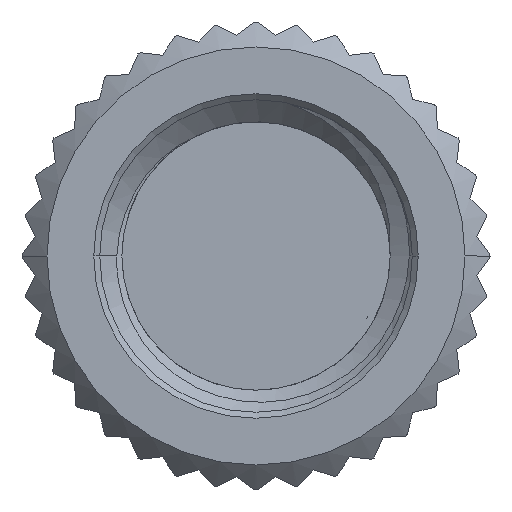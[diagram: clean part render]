
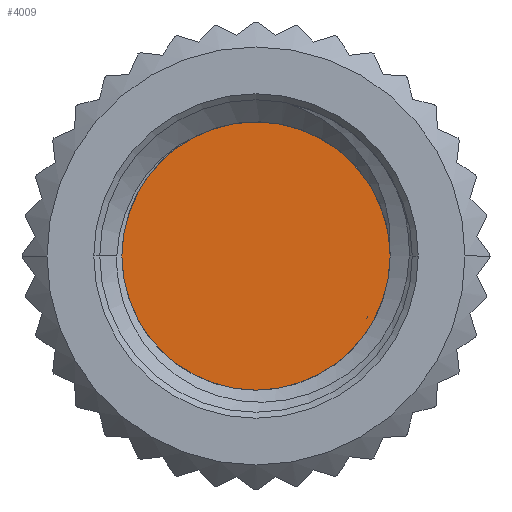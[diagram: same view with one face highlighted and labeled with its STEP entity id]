
A CAD part, front view. The second image highlights one B-rep face of the part: STEP entity #4009.
In plain terms, the highlighted planar face has unit normal (0, -1, 0).
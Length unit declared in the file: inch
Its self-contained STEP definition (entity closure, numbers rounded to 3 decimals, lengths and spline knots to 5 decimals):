
#79 = ORIENTED_EDGE ( 'NONE', *, *, #765, .T. ) ;
#209 = PLANE ( 'NONE',  #4156 ) ;
#488 = CARTESIAN_POINT ( 'NONE',  ( 0.08911, 0.36, -0.04932 ) ) ;
#531 = CARTESIAN_POINT ( 'NONE',  ( 0.08931, 0.36, -0.04886 ) ) ;
#546 = EDGE_LOOP ( 'NONE', ( #4515, #1619, #2864 ) ) ;
#554 = EDGE_LOOP ( 'NONE', ( #79, #5491 ) ) ;
#603 = B_SPLINE_CURVE_WITH_KNOTS ( 'NONE', 3,
 ( #531, #488, #2050, #4682 ),
 .UNSPECIFIED., .F., .F.,
 ( 4, 4 ),
 ( 0., 0.00004 ),
 .UNSPECIFIED. ) ;
#711 = CARTESIAN_POINT ( 'NONE',  ( 0.08931, 0.36, -0.04886 ) ) ;
#765 = EDGE_CURVE ( 'NONE', #5782, #6580, #3064, .T. ) ;
#898 = CARTESIAN_POINT ( 'NONE',  ( 0.0887, 0.36, -0.05022 ) ) ;
#920 = DIRECTION ( 'NONE',  ( -0.87, 0., 0.493 ) ) ;
#1125 = EDGE_CURVE ( 'NONE', #6168, #1737, #5093, .T. ) ;
#1325 = VERTEX_POINT ( 'NONE', #711 ) ;
#1378 = CARTESIAN_POINT ( 'NONE',  ( 0.1075, 0.36, 0. ) ) ;
#1619 = ORIENTED_EDGE ( 'NONE', *, *, #1125, .T. ) ;
#1647 = AXIS2_PLACEMENT_3D ( 'NONE', #3197, #6339, #5826 ) ;
#1665 = EDGE_CURVE ( 'NONE', #6580, #5782, #3557, .T. ) ;
#1737 = VERTEX_POINT ( 'NONE', #3291 ) ;
#1740 = CARTESIAN_POINT ( 'NONE',  ( 0., 0.36, 0. ) ) ;
#1744 = EDGE_CURVE ( 'NONE', #1737, #1325, #3158, .T. ) ;
#1925 = AXIS2_PLACEMENT_3D ( 'NONE', #2231, #2245, #5399 ) ;
#2050 = CARTESIAN_POINT ( 'NONE',  ( 0.0889, 0.36, -0.04977 ) ) ;
#2231 = CARTESIAN_POINT ( 'NONE',  ( 0., 0.36, 0. ) ) ;
#2245 = DIRECTION ( 'NONE',  ( 0., -1., 0. ) ) ;
#2351 = FACE_OUTER_BOUND ( 'NONE', #554, .T. ) ;
#2739 = DIRECTION ( 'NONE',  ( 1., 0., 0. ) ) ;
#2864 = ORIENTED_EDGE ( 'NONE', *, *, #1744, .T. ) ;
#3064 = CIRCLE ( 'NONE', #1647, 0.1075 ) ;
#3158 = CIRCLE ( 'NONE', #4227, 0.1018 ) ;
#3197 = CARTESIAN_POINT ( 'NONE',  ( 0., 0.36, 0. ) ) ;
#3291 = CARTESIAN_POINT ( 'NONE',  ( 0.08858, 0.36, -0.05016 ) ) ;
#3557 = CIRCLE ( 'NONE', #1925, 0.1075 ) ;
#3693 = EDGE_CURVE ( 'NONE', #1325, #6168, #603, .T. ) ;
#3824 = DIRECTION ( 'NONE',  ( 0., -1., 0. ) ) ;
#3862 = CARTESIAN_POINT ( 'NONE',  ( 0.1075, 0.36, 0. ) ) ;
#4009 = ADVANCED_FACE ( 'NONE', ( #2351, #5935 ), #209, .T. ) ;
#4040 = CARTESIAN_POINT ( 'NONE',  ( 0.0814, 0.36, -0.04609 ) ) ;
#4156 = AXIS2_PLACEMENT_3D ( 'NONE', #3862, #5940, #6440 ) ;
#4227 = AXIS2_PLACEMENT_3D ( 'NONE', #1740, #3824, #2739 ) ;
#4304 = CARTESIAN_POINT ( 'NONE',  ( -0.1075, 0.36, 0. ) ) ;
#4515 = ORIENTED_EDGE ( 'NONE', *, *, #3693, .T. ) ;
#4682 = CARTESIAN_POINT ( 'NONE',  ( 0.0887, 0.36, -0.05022 ) ) ;
#5093 = LINE ( 'NONE', #4040, #6160 ) ;
#5399 = DIRECTION ( 'NONE',  ( 1., 0., 0. ) ) ;
#5491 = ORIENTED_EDGE ( 'NONE', *, *, #1665, .T. ) ;
#5782 = VERTEX_POINT ( 'NONE', #1378 ) ;
#5826 = DIRECTION ( 'NONE',  ( 1., 0., 0. ) ) ;
#5935 = FACE_BOUND ( 'NONE', #546, .T. ) ;
#5940 = DIRECTION ( 'NONE',  ( 0., -1., 0. ) ) ;
#6160 = VECTOR ( 'NONE', #920, 39.37008 ) ;
#6168 = VERTEX_POINT ( 'NONE', #898 ) ;
#6339 = DIRECTION ( 'NONE',  ( 0., -1., 0. ) ) ;
#6440 = DIRECTION ( 'NONE',  ( 1., 0., 0. ) ) ;
#6580 = VERTEX_POINT ( 'NONE', #4304 ) ;
